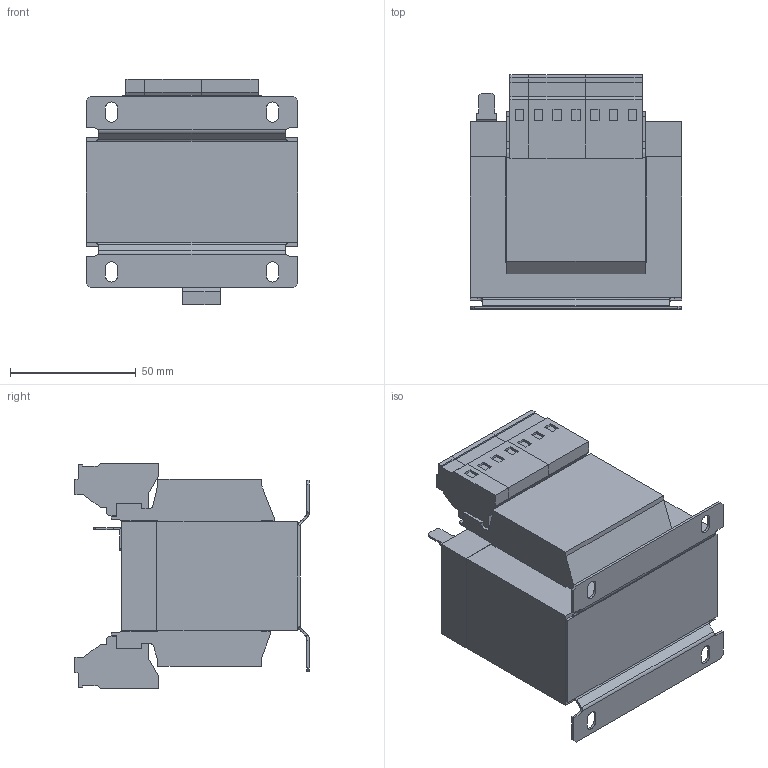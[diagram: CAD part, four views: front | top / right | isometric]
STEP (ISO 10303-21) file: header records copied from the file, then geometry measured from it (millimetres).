
FILE_DESCRIPTION (( 'STEP AP214' ), '1' );
FILE_NAME ('213533.STEP', '2020-05-29T04:39:45', ( '' ), ( '' ), 'SwSTEP 2.0', 'SolidWorks 2018', '' );
FILE_SCHEMA (( 'AUTOMOTIVE_DESIGN' ));
Length unit declared in the file: millimetre
Products named in the file (1): 213533
Bounding box: 84 x 93.05 x 89.7 mm (x, y, z)
Volume: 377555.7 mm3; surface area: 64177.1 mm2
Topology: 1 solids, 1 shells, 305 faces, 797 edges, 516 vertices
Faces by surface type: plane 255, cylinder 50
Entity records: 9331 total; most frequent: CARTESIAN_POINT 1783, ORIENTED_EDGE 1594, DIRECTION 1463, EDGE_CURVE 797, LINE 687, VECTOR 687, VERTEX_POINT 516, AXIS2_PLACEMENT_3D 388
